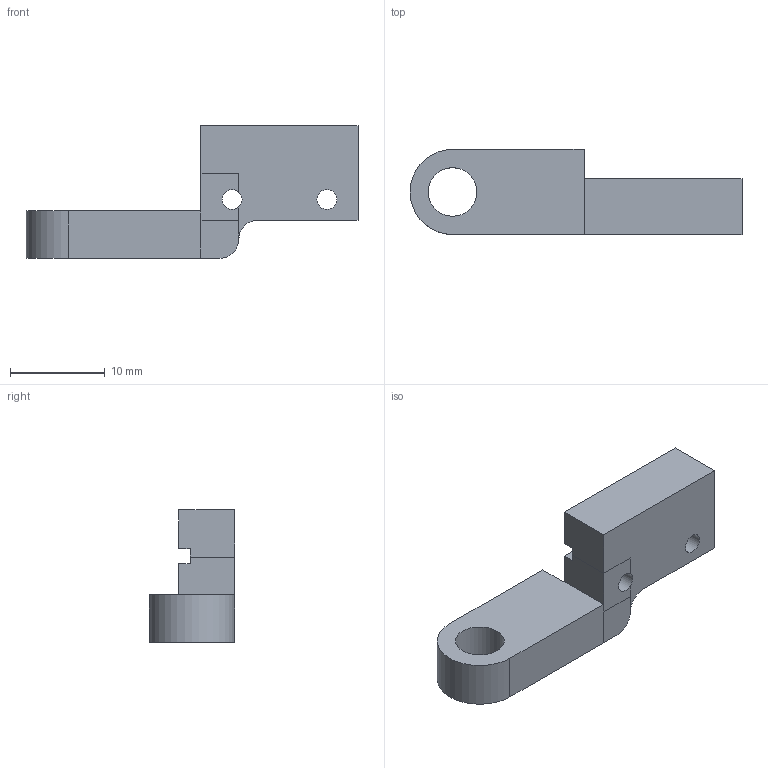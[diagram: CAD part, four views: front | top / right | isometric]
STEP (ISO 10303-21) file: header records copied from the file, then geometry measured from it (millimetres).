
FILE_DESCRIPTION(('FreeCAD Model'),'2;1');
FILE_NAME('Open CASCADE Shape Model','2024-12-05T21:32:38',(''),(''), 'Open CASCADE STEP processor 7.6','FreeCAD','Unknown');
FILE_SCHEMA(('AUTOMOTIVE_DESIGN { 1 0 10303 214 1 1 1 1 }'));
Length unit declared in the file: millimetre
Products named in the file (1): Pocket002002001
Bounding box: 35.1 x 9 x 14 mm (x, y, z)
Volume: 1684.8 mm3; surface area: 1365.9 mm2
Topology: 1 solids, 1 shells, 26 faces, 72 edges, 47 vertices
Faces by surface type: plane 20, cylinder 6
Full cylindrical faces by diameter (mm): 2.1 x2, 5.14 x1
Entity records: 1799 total; most frequent: CARTESIAN_POINT 332, DIRECTION 267, LINE 176, VECTOR 176, ORIENTED_EDGE 144, PCURVE 144, DEFINITIONAL_REPRESENTATION 144, EDGE_CURVE 72
